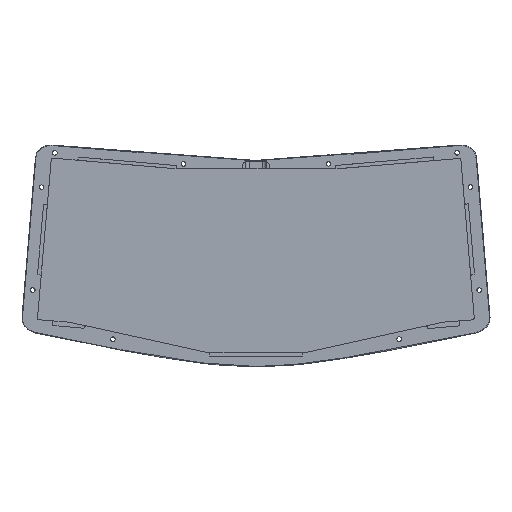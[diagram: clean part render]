
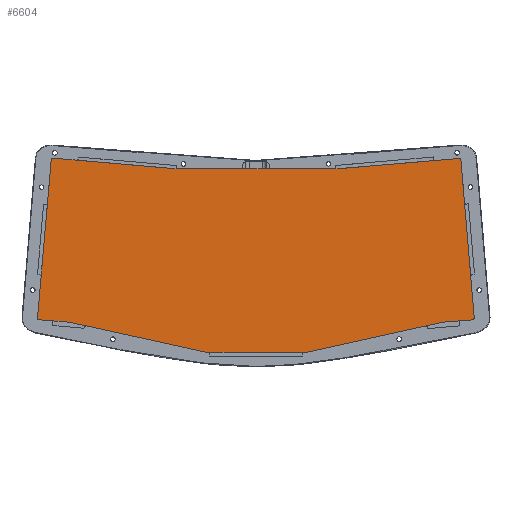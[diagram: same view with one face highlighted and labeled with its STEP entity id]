
A CAD part, top view. The second image highlights one B-rep face of the part: STEP entity #6604.
In plain terms, the highlighted face is planar.
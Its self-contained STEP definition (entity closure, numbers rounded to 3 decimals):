
#642=CIRCLE('',#6815,1.);
#644=CIRCLE('',#6821,1.);
#697=CIRCLE('',#6971,1.);
#698=CIRCLE('',#6973,1.);
#699=CIRCLE('',#6974,1.);
#700=CIRCLE('',#6975,1.);
#701=CIRCLE('',#6976,1.);
#702=CIRCLE('',#6977,1.);
#703=CIRCLE('',#6978,1.);
#704=CIRCLE('',#6979,1.);
#1115=FACE_OUTER_BOUND('',#1527,.T.);
#1527=EDGE_LOOP('',(#5944,#5945,#5946,#5947,#5948,#5949,#5950,#5951,#5952,
#5953,#5954,#5955,#5956,#5957,#5958,#5959,#5960,#5961,#5962,#5963));
#1692=LINE('',#8755,#2195);
#1697=LINE('',#8765,#2200);
#1713=LINE('',#8805,#2216);
#1717=LINE('',#8813,#2220);
#1721=LINE('',#8821,#2224);
#1726=LINE('',#8831,#2229);
#1729=LINE('',#8840,#2232);
#1733=LINE('',#8851,#2236);
#2035=LINE('',#14933,#2538);
#2036=LINE('',#14937,#2539);
#2195=VECTOR('',#7407,10.);
#2200=VECTOR('',#7418,10.);
#2216=VECTOR('',#7462,10.);
#2220=VECTOR('',#7470,10.);
#2224=VECTOR('',#7478,10.);
#2229=VECTOR('',#7489,10.);
#2232=VECTOR('',#7500,10.);
#2236=VECTOR('',#7510,10.);
#2538=VECTOR('',#8128,10.);
#2539=VECTOR('',#8133,10.);
#2743=VERTEX_POINT('',#8752);
#2744=VERTEX_POINT('',#8754);
#2745=VERTEX_POINT('',#8762);
#2746=VERTEX_POINT('',#8764);
#2755=VERTEX_POINT('',#8802);
#2756=VERTEX_POINT('',#8804);
#2757=VERTEX_POINT('',#8810);
#2758=VERTEX_POINT('',#8812);
#2759=VERTEX_POINT('',#8818);
#2760=VERTEX_POINT('',#8820);
#2761=VERTEX_POINT('',#8828);
#2762=VERTEX_POINT('',#8830);
#2763=VERTEX_POINT('',#8837);
#2764=VERTEX_POINT('',#8839);
#2767=VERTEX_POINT('',#8849);
#2768=VERTEX_POINT('',#8850);
#2769=VERTEX_POINT('',#8855);
#3198=VERTEX_POINT('',#14930);
#3199=VERTEX_POINT('',#14932);
#3200=VERTEX_POINT('',#14935);
#3429=EDGE_CURVE('',#2743,#2744,#1692,.T.);
#3434=EDGE_CURVE('',#2745,#2746,#1697,.T.);
#3454=EDGE_CURVE('',#2755,#2756,#1713,.T.);
#3458=EDGE_CURVE('',#2757,#2758,#1717,.T.);
#3462=EDGE_CURVE('',#2759,#2760,#1721,.T.);
#3467=EDGE_CURVE('',#2761,#2762,#1726,.T.);
#3469=EDGE_CURVE('',#2762,#2743,#642,.F.);
#3471=EDGE_CURVE('',#2763,#2764,#1729,.T.);
#3476=EDGE_CURVE('',#2767,#2768,#1733,.T.);
#3479=EDGE_CURVE('',#2744,#2769,#644,.F.);
#4140=EDGE_CURVE('',#2761,#2760,#697,.T.);
#4141=EDGE_CURVE('',#2759,#2764,#698,.T.);
#4142=EDGE_CURVE('',#2758,#2763,#699,.F.);
#4143=EDGE_CURVE('',#2757,#2756,#700,.T.);
#4144=EDGE_CURVE('',#2755,#2768,#701,.T.);
#4145=EDGE_CURVE('',#3198,#2767,#702,.F.);
#4146=EDGE_CURVE('',#3199,#3198,#2035,.T.);
#4147=EDGE_CURVE('',#3199,#2746,#703,.T.);
#4148=EDGE_CURVE('',#2745,#3200,#704,.T.);
#4149=EDGE_CURVE('',#2769,#3200,#2036,.T.);
#5944=ORIENTED_EDGE('',*,*,#4140,.T.);
#5945=ORIENTED_EDGE('',*,*,#3462,.F.);
#5946=ORIENTED_EDGE('',*,*,#4141,.T.);
#5947=ORIENTED_EDGE('',*,*,#3471,.F.);
#5948=ORIENTED_EDGE('',*,*,#4142,.F.);
#5949=ORIENTED_EDGE('',*,*,#3458,.F.);
#5950=ORIENTED_EDGE('',*,*,#4143,.T.);
#5951=ORIENTED_EDGE('',*,*,#3454,.F.);
#5952=ORIENTED_EDGE('',*,*,#4144,.T.);
#5953=ORIENTED_EDGE('',*,*,#3476,.F.);
#5954=ORIENTED_EDGE('',*,*,#4145,.F.);
#5955=ORIENTED_EDGE('',*,*,#4146,.F.);
#5956=ORIENTED_EDGE('',*,*,#4147,.T.);
#5957=ORIENTED_EDGE('',*,*,#3434,.F.);
#5958=ORIENTED_EDGE('',*,*,#4148,.T.);
#5959=ORIENTED_EDGE('',*,*,#4149,.F.);
#5960=ORIENTED_EDGE('',*,*,#3479,.F.);
#5961=ORIENTED_EDGE('',*,*,#3429,.F.);
#5962=ORIENTED_EDGE('',*,*,#3469,.F.);
#5963=ORIENTED_EDGE('',*,*,#3467,.F.);
#6263=PLANE('',#6972);
#6604=ADVANCED_FACE('',(#1115),#6263,.F.);
#6815=AXIS2_PLACEMENT_3D('',#8835,#7495,#7496);
#6821=AXIS2_PLACEMENT_3D('',#8856,#7515,#7516);
#6971=AXIS2_PLACEMENT_3D('',#14924,#8114,#8115);
#6972=AXIS2_PLACEMENT_3D('',#14925,#8116,#8117);
#6973=AXIS2_PLACEMENT_3D('',#14926,#8118,#8119);
#6974=AXIS2_PLACEMENT_3D('',#14927,#8120,#8121);
#6975=AXIS2_PLACEMENT_3D('',#14928,#8122,#8123);
#6976=AXIS2_PLACEMENT_3D('',#14929,#8124,#8125);
#6977=AXIS2_PLACEMENT_3D('',#14931,#8126,#8127);
#6978=AXIS2_PLACEMENT_3D('',#14934,#8129,#8130);
#6979=AXIS2_PLACEMENT_3D('',#14936,#8131,#8132);
#7407=DIRECTION('',(1.,-0.001,0.));
#7418=DIRECTION('',(0.084,-0.994,-0.073));
#7462=DIRECTION('',(-1.,0.,0.));
#7470=DIRECTION('',(-0.977,0.215,0.016));
#7478=DIRECTION('',(0.086,0.994,0.073));
#7489=DIRECTION('',(0.996,-0.086,-0.006));
#7495=DIRECTION('center_axis',(0.,0.073,-0.997));
#7496=DIRECTION('ref_axis',(-0.044,-0.996,-0.073));
#7500=DIRECTION('',(-0.997,0.079,0.006));
#7510=DIRECTION('',(-0.977,-0.215,-0.016));
#7515=DIRECTION('center_axis',(0.,0.073,-0.997));
#7516=DIRECTION('ref_axis',(0.042,-0.996,-0.073));
#8114=DIRECTION('center_axis',(0.,-0.073,0.997));
#8115=DIRECTION('ref_axis',(-0.643,0.763,0.056));
#8116=DIRECTION('center_axis',(0.,0.073,-0.997));
#8117=DIRECTION('ref_axis',(-1.,0.,0.));
#8118=DIRECTION('center_axis',(0.,-0.073,0.997));
#8119=DIRECTION('ref_axis',(-0.763,-0.644,-0.047));
#8120=DIRECTION('center_axis',(0.,0.073,-0.997));
#8121=DIRECTION('ref_axis',(0.148,0.986,0.073));
#8122=DIRECTION('center_axis',(0.,-0.073,0.997));
#8123=DIRECTION('ref_axis',(-0.108,-0.991,-0.073));
#8124=DIRECTION('center_axis',(0.,-0.073,0.997));
#8125=DIRECTION('ref_axis',(0.108,-0.991,-0.073));
#8126=DIRECTION('center_axis',(0.,0.073,-0.997));
#8127=DIRECTION('ref_axis',(-0.148,0.986,0.073));
#8128=DIRECTION('',(-0.997,-0.079,-0.006));
#8129=DIRECTION('center_axis',(0.,-0.073,0.997));
#8130=DIRECTION('ref_axis',(0.763,-0.645,-0.047));
#8131=DIRECTION('center_axis',(0.,-0.073,0.997));
#8132=DIRECTION('ref_axis',(0.645,0.762,0.056));
#8133=DIRECTION('',(0.996,0.084,0.006));
#8752=CARTESIAN_POINT('',(76.443,-4.995,-9.793));
#8754=CARTESIAN_POINT('',(161.417,-5.059,-9.797));
#8755=CARTESIAN_POINT('',(76.4,-4.995,-9.793));
#8762=CARTESIAN_POINT('',(226.007,-0.619,-9.471));
#8764=CARTESIAN_POINT('',(232.963,-82.708,-15.509));
#8765=CARTESIAN_POINT('',(233.048,-83.706,-15.583));
#8802=CARTESIAN_POINT('',(144.89,-100.746,-16.836));
#8804=CARTESIAN_POINT('',(93.094,-100.746,-16.836));
#8805=CARTESIAN_POINT('',(140.356,-100.746,-16.836));
#8810=CARTESIAN_POINT('',(92.878,-100.723,-16.834));
#8812=CARTESIAN_POINT('',(21.579,-85.041,-15.681));
#8813=CARTESIAN_POINT('',(97.413,-101.72,-16.908));
#8818=CARTESIAN_POINT('',(4.763,-82.685,-15.507));
#8820=CARTESIAN_POINT('',(11.91,-0.422,-9.456));
#8821=CARTESIAN_POINT('',(11.996,0.572,-9.383));
#8828=CARTESIAN_POINT('',(12.993,0.485,-9.39));
#8830=CARTESIAN_POINT('',(76.358,-4.992,-9.793));
#8831=CARTESIAN_POINT('',(11.996,0.572,-9.383));
#8835=CARTESIAN_POINT('Origin',(76.444,-3.998,-9.719));
#8837=CARTESIAN_POINT('',(21.443,-85.021,-15.679));
#8839=CARTESIAN_POINT('',(5.679,-83.765,-15.587));
#8840=CARTESIAN_POINT('',(4.676,-83.685,-15.581));
#8849=CARTESIAN_POINT('',(216.405,-85.041,-15.681));
#8850=CARTESIAN_POINT('',(145.106,-100.723,-16.834));
#8851=CARTESIAN_POINT('',(140.571,-101.72,-16.908));
#8855=CARTESIAN_POINT('',(161.502,-5.055,-9.797));
#8856=CARTESIAN_POINT('Origin',(161.417,-4.061,-9.724));
#14924=CARTESIAN_POINT('Origin',(12.906,-0.508,-9.463));
#14925=CARTESIAN_POINT('Origin',(118.862,-50.087,-13.11));
#14926=CARTESIAN_POINT('Origin',(5.759,-82.771,-15.514));
#14927=CARTESIAN_POINT('Origin',(21.363,-86.015,-15.752));
#14928=CARTESIAN_POINT('Origin',(93.094,-99.749,-16.763));
#14929=CARTESIAN_POINT('Origin',(144.89,-99.749,-16.763));
#14930=CARTESIAN_POINT('',(216.541,-85.021,-15.679));
#14931=CARTESIAN_POINT('Origin',(216.621,-86.015,-15.752));
#14932=CARTESIAN_POINT('',(232.046,-83.786,-15.588));
#14933=CARTESIAN_POINT('',(233.048,-83.706,-15.583));
#14934=CARTESIAN_POINT('Origin',(231.967,-82.791,-15.515));
#14935=CARTESIAN_POINT('',(224.927,0.291,-9.404));
#14936=CARTESIAN_POINT('Origin',(225.011,-0.703,-9.477));
#14937=CARTESIAN_POINT('',(161.459,-5.059,-9.797));
